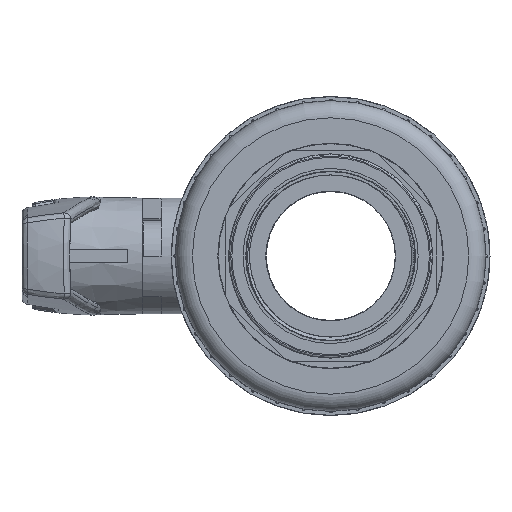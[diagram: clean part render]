
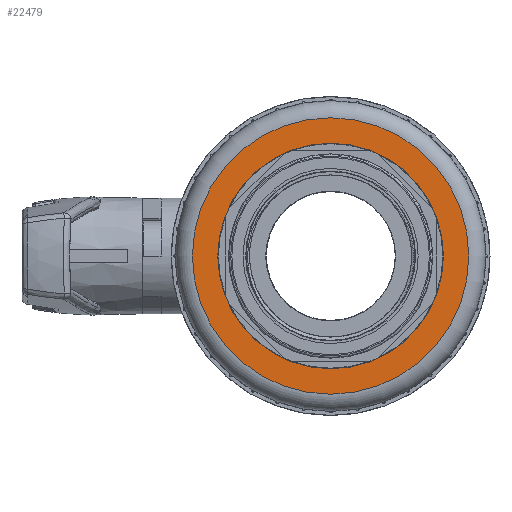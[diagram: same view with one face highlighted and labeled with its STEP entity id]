
A CAD part, left-side view. The second image highlights one B-rep face of the part: STEP entity #22479.
In plain terms, the highlighted planar face has unit normal (-1, 0, 0).
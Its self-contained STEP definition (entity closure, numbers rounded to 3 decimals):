
#666=FACE_BOUND('',#3565,.T.);
#1172=PLANE('',#24501);
#2224=FACE_OUTER_BOUND('',#3564,.T.);
#3564=EDGE_LOOP('',(#19834));
#3565=EDGE_LOOP('',(#19835));
#5320=CIRCLE('',#24502,61.56);
#5321=CIRCLE('',#24503,50.25);
#10567=VERTEX_POINT('',#69404);
#10568=VERTEX_POINT('',#69406);
#13762=EDGE_CURVE('',#10567,#10567,#5320,.T.);
#13763=EDGE_CURVE('',#10568,#10568,#5321,.T.);
#19834=ORIENTED_EDGE('',*,*,#13762,.T.);
#19835=ORIENTED_EDGE('',*,*,#13763,.T.);
#22479=ADVANCED_FACE('',(#2224,#666),#1172,.F.);
#24501=AXIS2_PLACEMENT_3D('',#69403,#29768,#29769);
#24502=AXIS2_PLACEMENT_3D('',#69405,#29770,#29771);
#24503=AXIS2_PLACEMENT_3D('',#69407,#29772,#29773);
#29768=DIRECTION('center_axis',(1.,0.,0.));
#29769=DIRECTION('ref_axis',(0.,-1.,0.));
#29770=DIRECTION('center_axis',(-1.,0.,0.));
#29771=DIRECTION('ref_axis',(0.,1.,0.));
#29772=DIRECTION('center_axis',(1.,0.,0.));
#29773=DIRECTION('ref_axis',(0.,1.,0.));
#69403=CARTESIAN_POINT('Origin',(152.863,67.863,0.));
#69404=CARTESIAN_POINT('',(152.863,60.31,0.));
#69405=CARTESIAN_POINT('Origin',(152.863,-1.25,0.));
#69406=CARTESIAN_POINT('',(152.863,-1.25,-50.25));
#69407=CARTESIAN_POINT('Origin',(152.863,-1.25,0.));
